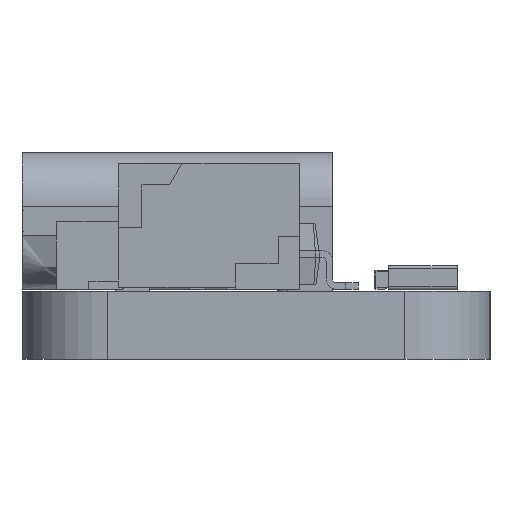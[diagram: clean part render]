
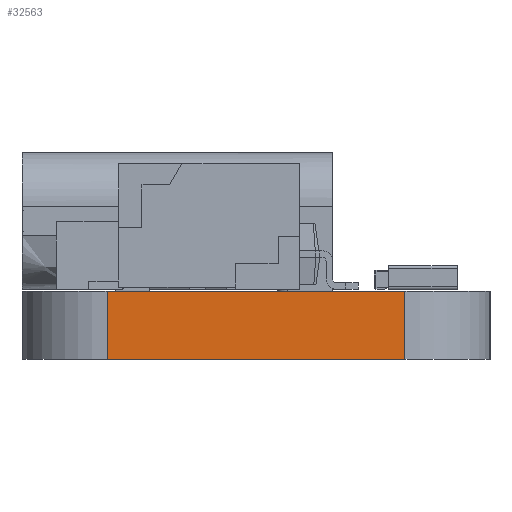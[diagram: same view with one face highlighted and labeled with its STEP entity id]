
A CAD part, left-side view. The second image highlights one B-rep face of the part: STEP entity #32563.
In plain terms, the highlighted planar face has unit normal (-1, 0, 0).
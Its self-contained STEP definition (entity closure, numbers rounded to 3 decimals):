
#29814 = PLANE('',#29815);
#29815 = AXIS2_PLACEMENT_3D('',#29816,#29817,#29818);
#29816 = CARTESIAN_POINT('',(22.,-5.5,1.6));
#29817 = DIRECTION('',(-0.,-0.,-1.));
#29818 = DIRECTION('',(-1.,0.,0.));
#29842 = CYLINDRICAL_SURFACE('',#29843,2.);
#29843 = AXIS2_PLACEMENT_3D('',#29844,#29845,#29846);
#29844 = CARTESIAN_POINT('',(2.,-9.,0.));
#29845 = DIRECTION('',(-0.,-0.,-1.));
#29846 = DIRECTION('',(1.,0.,-0.));
#29868 = PLANE('',#29869);
#29869 = AXIS2_PLACEMENT_3D('',#29870,#29871,#29872);
#29870 = CARTESIAN_POINT('',(22.,-5.5,0.));
#29871 = DIRECTION('',(-0.,-0.,-1.));
#29872 = DIRECTION('',(-1.,0.,0.));
#29969 = EDGE_CURVE('',#29970,#29972,#29974,.T.);
#29970 = VERTEX_POINT('',#29971);
#29971 = CARTESIAN_POINT('',(0.,-9.,0.));
#29972 = VERTEX_POINT('',#29973);
#29973 = CARTESIAN_POINT('',(0.,-9.,1.6));
#29974 = SURFACE_CURVE('',#29975,(#29979,#29986),.PCURVE_S1.);
#29975 = LINE('',#29976,#29977);
#29976 = CARTESIAN_POINT('',(0.,-9.,0.));
#29977 = VECTOR('',#29978,1.);
#29978 = DIRECTION('',(0.,0.,1.));
#29979 = PCURVE('',#29842,#29980);
#29980 = DEFINITIONAL_REPRESENTATION('',(#29981),#29985);
#29981 = LINE('',#29982,#29983);
#29982 = CARTESIAN_POINT('',(-3.142,0.));
#29983 = VECTOR('',#29984,1.);
#29984 = DIRECTION('',(-0.,-1.));
#29985 = ( GEOMETRIC_REPRESENTATION_CONTEXT(2) 
PARAMETRIC_REPRESENTATION_CONTEXT() REPRESENTATION_CONTEXT('2D SPACE',''
  ) );
#29986 = PCURVE('',#29987,#29992);
#29987 = PLANE('',#29988);
#29988 = AXIS2_PLACEMENT_3D('',#29989,#29990,#29991);
#29989 = CARTESIAN_POINT('',(0.,-9.,0.));
#29990 = DIRECTION('',(-1.,0.,0.));
#29991 = DIRECTION('',(0.,1.,0.));
#29992 = DEFINITIONAL_REPRESENTATION('',(#29993),#29997);
#29993 = LINE('',#29994,#29995);
#29994 = CARTESIAN_POINT('',(0.,0.));
#29995 = VECTOR('',#29996,1.);
#29996 = DIRECTION('',(0.,-1.));
#29997 = ( GEOMETRIC_REPRESENTATION_CONTEXT(2) 
PARAMETRIC_REPRESENTATION_CONTEXT() REPRESENTATION_CONTEXT('2D SPACE',''
  ) );
#30057 = EDGE_CURVE('',#29970,#30058,#30060,.T.);
#30058 = VERTEX_POINT('',#30059);
#30059 = CARTESIAN_POINT('',(0.,-2.,0.));
#30060 = SURFACE_CURVE('',#30061,(#30065,#30072),.PCURVE_S1.);
#30061 = LINE('',#30062,#30063);
#30062 = CARTESIAN_POINT('',(0.,-9.,0.));
#30063 = VECTOR('',#30064,1.);
#30064 = DIRECTION('',(0.,1.,0.));
#30065 = PCURVE('',#29868,#30066);
#30066 = DEFINITIONAL_REPRESENTATION('',(#30067),#30071);
#30067 = LINE('',#30068,#30069);
#30068 = CARTESIAN_POINT('',(22.,-3.5));
#30069 = VECTOR('',#30070,1.);
#30070 = DIRECTION('',(0.,1.));
#30071 = ( GEOMETRIC_REPRESENTATION_CONTEXT(2) 
PARAMETRIC_REPRESENTATION_CONTEXT() REPRESENTATION_CONTEXT('2D SPACE',''
  ) );
#30072 = PCURVE('',#29987,#30073);
#30073 = DEFINITIONAL_REPRESENTATION('',(#30074),#30078);
#30074 = LINE('',#30075,#30076);
#30075 = CARTESIAN_POINT('',(0.,0.));
#30076 = VECTOR('',#30077,1.);
#30077 = DIRECTION('',(1.,0.));
#30078 = ( GEOMETRIC_REPRESENTATION_CONTEXT(2) 
PARAMETRIC_REPRESENTATION_CONTEXT() REPRESENTATION_CONTEXT('2D SPACE',''
  ) );
#30101 = CYLINDRICAL_SURFACE('',#30102,2.);
#30102 = AXIS2_PLACEMENT_3D('',#30103,#30104,#30105);
#30103 = CARTESIAN_POINT('',(2.,-2.,0.));
#30104 = DIRECTION('',(-0.,-0.,-1.));
#30105 = DIRECTION('',(1.,0.,-0.));
#31397 = EDGE_CURVE('',#29972,#31398,#31400,.T.);
#31398 = VERTEX_POINT('',#31399);
#31399 = CARTESIAN_POINT('',(0.,-2.,1.6));
#31400 = SURFACE_CURVE('',#31401,(#31405,#31412),.PCURVE_S1.);
#31401 = LINE('',#31402,#31403);
#31402 = CARTESIAN_POINT('',(0.,-9.,1.6));
#31403 = VECTOR('',#31404,1.);
#31404 = DIRECTION('',(0.,1.,0.));
#31405 = PCURVE('',#29814,#31406);
#31406 = DEFINITIONAL_REPRESENTATION('',(#31407),#31411);
#31407 = LINE('',#31408,#31409);
#31408 = CARTESIAN_POINT('',(22.,-3.5));
#31409 = VECTOR('',#31410,1.);
#31410 = DIRECTION('',(0.,1.));
#31411 = ( GEOMETRIC_REPRESENTATION_CONTEXT(2) 
PARAMETRIC_REPRESENTATION_CONTEXT() REPRESENTATION_CONTEXT('2D SPACE',''
  ) );
#31412 = PCURVE('',#29987,#31413);
#31413 = DEFINITIONAL_REPRESENTATION('',(#31414),#31418);
#31414 = LINE('',#31415,#31416);
#31415 = CARTESIAN_POINT('',(0.,-1.6));
#31416 = VECTOR('',#31417,1.);
#31417 = DIRECTION('',(1.,0.));
#31418 = ( GEOMETRIC_REPRESENTATION_CONTEXT(2) 
PARAMETRIC_REPRESENTATION_CONTEXT() REPRESENTATION_CONTEXT('2D SPACE',''
  ) );
#32563 = ADVANCED_FACE('',(#32564),#29987,.T.);
#32564 = FACE_BOUND('',#32565,.T.);
#32565 = EDGE_LOOP('',(#32566,#32567,#32568,#32589));
#32566 = ORIENTED_EDGE('',*,*,#29969,.T.);
#32567 = ORIENTED_EDGE('',*,*,#31397,.T.);
#32568 = ORIENTED_EDGE('',*,*,#32569,.F.);
#32569 = EDGE_CURVE('',#30058,#31398,#32570,.T.);
#32570 = SURFACE_CURVE('',#32571,(#32575,#32582),.PCURVE_S1.);
#32571 = LINE('',#32572,#32573);
#32572 = CARTESIAN_POINT('',(0.,-2.,0.));
#32573 = VECTOR('',#32574,1.);
#32574 = DIRECTION('',(0.,0.,1.));
#32575 = PCURVE('',#29987,#32576);
#32576 = DEFINITIONAL_REPRESENTATION('',(#32577),#32581);
#32577 = LINE('',#32578,#32579);
#32578 = CARTESIAN_POINT('',(7.,0.));
#32579 = VECTOR('',#32580,1.);
#32580 = DIRECTION('',(0.,-1.));
#32581 = ( GEOMETRIC_REPRESENTATION_CONTEXT(2) 
PARAMETRIC_REPRESENTATION_CONTEXT() REPRESENTATION_CONTEXT('2D SPACE',''
  ) );
#32582 = PCURVE('',#30101,#32583);
#32583 = DEFINITIONAL_REPRESENTATION('',(#32584),#32588);
#32584 = LINE('',#32585,#32586);
#32585 = CARTESIAN_POINT('',(-3.142,0.));
#32586 = VECTOR('',#32587,1.);
#32587 = DIRECTION('',(-0.,-1.));
#32588 = ( GEOMETRIC_REPRESENTATION_CONTEXT(2) 
PARAMETRIC_REPRESENTATION_CONTEXT() REPRESENTATION_CONTEXT('2D SPACE',''
  ) );
#32589 = ORIENTED_EDGE('',*,*,#30057,.F.);
